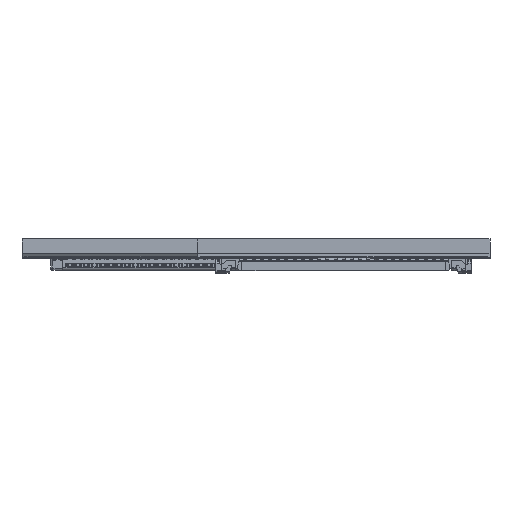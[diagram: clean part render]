
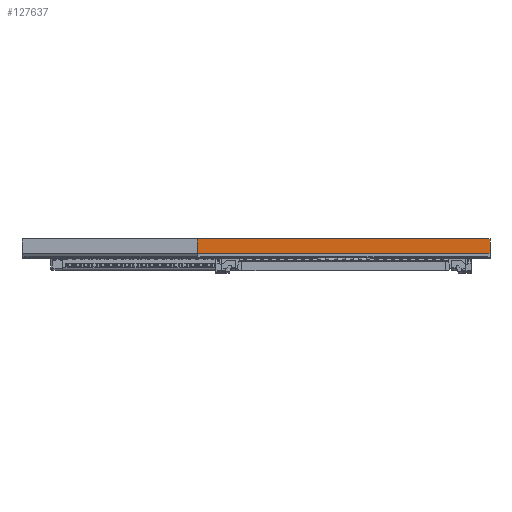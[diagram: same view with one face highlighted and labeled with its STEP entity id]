
A CAD part, left-side view. The second image highlights one B-rep face of the part: STEP entity #127637.
In plain terms, the highlighted planar face has unit normal (-1, 0, 0).
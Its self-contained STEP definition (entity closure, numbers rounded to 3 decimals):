
#12309=FACE_OUTER_BOUND('',#19711,.T.);
#19711=EDGE_LOOP('',(#115501,#115502,#115503,#115504));
#34617=LINE('',#208979,#49531);
#34618=LINE('',#208982,#49532);
#34619=LINE('',#208984,#49533);
#34620=LINE('',#208985,#49534);
#49531=VECTOR('',#171412,10.);
#49532=VECTOR('',#171415,10.);
#49533=VECTOR('',#171416,10.);
#49534=VECTOR('',#171417,10.);
#61187=VERTEX_POINT('',#208975);
#61188=VERTEX_POINT('',#208977);
#61189=VERTEX_POINT('',#208981);
#61190=VERTEX_POINT('',#208983);
#79295=EDGE_CURVE('',#61187,#61188,#34617,.T.);
#79296=EDGE_CURVE('',#61187,#61189,#34618,.T.);
#79297=EDGE_CURVE('',#61190,#61188,#34619,.T.);
#79298=EDGE_CURVE('',#61189,#61190,#34620,.T.);
#115501=ORIENTED_EDGE('',*,*,#79296,.F.);
#115502=ORIENTED_EDGE('',*,*,#79295,.T.);
#115503=ORIENTED_EDGE('',*,*,#79297,.F.);
#115504=ORIENTED_EDGE('',*,*,#79298,.F.);
#120859=PLANE('',#137366);
#127637=ADVANCED_FACE('',(#12309),#120859,.T.);
#137366=AXIS2_PLACEMENT_3D('',#208980,#171413,#171414);
#171412=DIRECTION('',(0.,0.,1.));
#171413=DIRECTION('center_axis',(-1.,0.,0.));
#171414=DIRECTION('ref_axis',(0.,-1.,0.));
#171415=DIRECTION('',(0.,1.,0.));
#171416=DIRECTION('',(0.,-1.,0.));
#171417=DIRECTION('',(0.,0.,1.));
#208975=CARTESIAN_POINT('',(0.,-7.5,0.176));
#208977=CARTESIAN_POINT('',(0.,-7.5,0.789));
#208979=CARTESIAN_POINT('',(0.,-7.5,0.176));
#208980=CARTESIAN_POINT('Origin',(0.,5.,0.176));
#208981=CARTESIAN_POINT('',(0.,5.,0.176));
#208982=CARTESIAN_POINT('',(0.,-7.5,0.176));
#208983=CARTESIAN_POINT('',(0.,5.,0.789));
#208984=CARTESIAN_POINT('',(0.,-7.5,0.789));
#208985=CARTESIAN_POINT('',(0.,5.,0.176));
